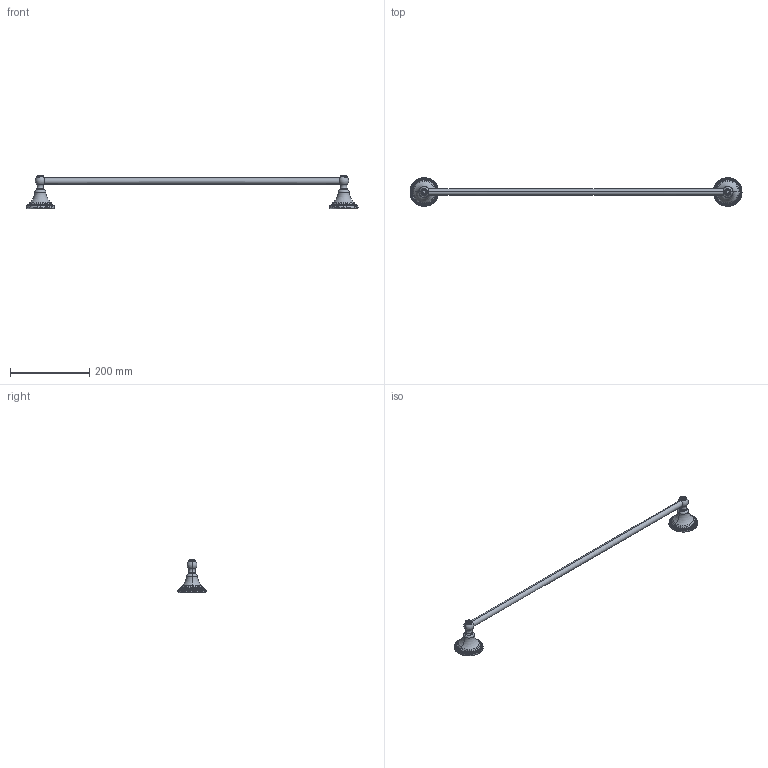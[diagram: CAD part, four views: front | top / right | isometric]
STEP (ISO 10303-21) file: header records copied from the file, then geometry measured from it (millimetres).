
FILE_DESCRIPTION((''),'2;1');
FILE_NAME('15-03_WEB','2010-07-13T',('gdeepak'),(''),'PRO/ENGINEER BY PARAMETRIC TECHNOLOGY CORPORATION, 2009300','PRO/ENGINEER BY PARAMETRIC TECHNOLOGY CORPORATION, 2009300','');
FILE_SCHEMA(('CONFIG_CONTROL_DESIGN'));
Products named in the file (1): 15-03_WEB
Bounding box: 837.46 x 72.26 x 84.56 mm (x, y, z)
Surface area: 710566.1 mm2 (no closed solid volume)
Topology: 0 solids, 0 shells, 444 faces, 2279 edges, 2159 vertices
Faces by surface type: bspline 300, torus 140, sphere 4
Entity records: 51354 total; most frequent: CARTESIAN_POINT 35381, B_SPLINE_CURVE_WITH_KNOTS 2131, DEFINITIONAL_REPRESENTATION 2039, PCURVE 2039, COMPOSITE_CURVE_SEGMENT 2039, DIRECTION 1895, TRIMMED_CURVE 1435, VECTOR 1263
